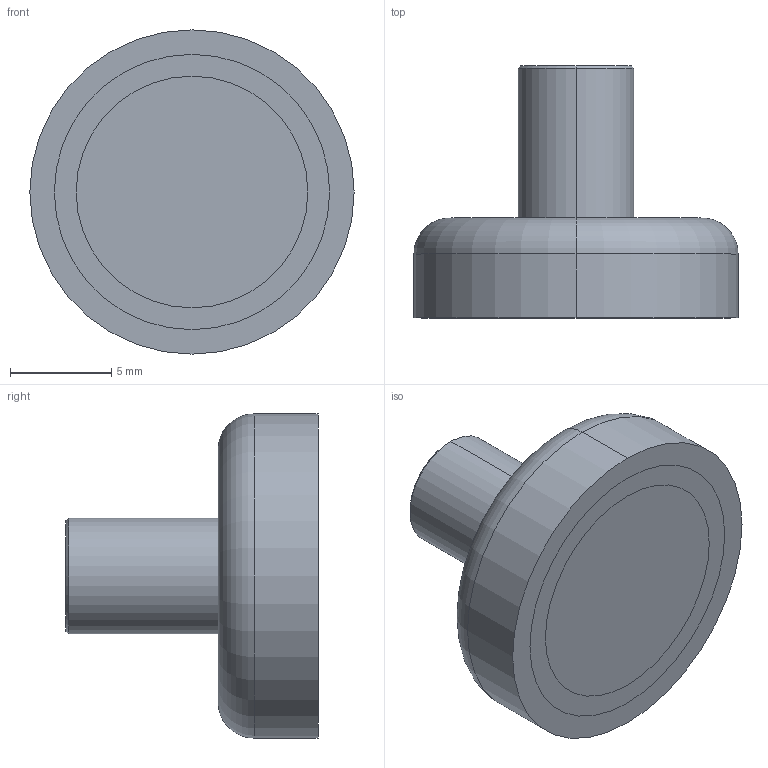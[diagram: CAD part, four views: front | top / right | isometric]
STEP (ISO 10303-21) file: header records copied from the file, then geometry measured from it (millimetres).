
FILE_DESCRIPTION (( 'STEP AP214' ), '1' );
FILE_NAME ('CUPC625.step', '2012-04-20T20:47:48', ( '' ), ( '' ), 'SwSTEP 2.0', 'SolidWorks 2012', '' );
FILE_SCHEMA (( 'AUTOMOTIVE_DESIGN' ));
Length unit declared in the file: inch
Products named in the file (1): CUPC625
Bounding box: 16 x 12.43 x 16 mm (x, y, z)
Volume: 1642.4 mm3; surface area: 2391 mm2
Topology: 5 solids, 5 shells, 39 faces, 72 edges, 46 vertices
Faces by surface type: cylinder 20, plane 13, cone 4, torus 2
Entity records: 1364 total; most frequent: DIRECTION 200, CARTESIAN_POINT 158, ORIENTED_EDGE 144, AXIS2_PLACEMENT_3D 88, EDGE_CURVE 72, CIRCLE 48, VERTEX_POINT 46, EDGE_LOOP 46
